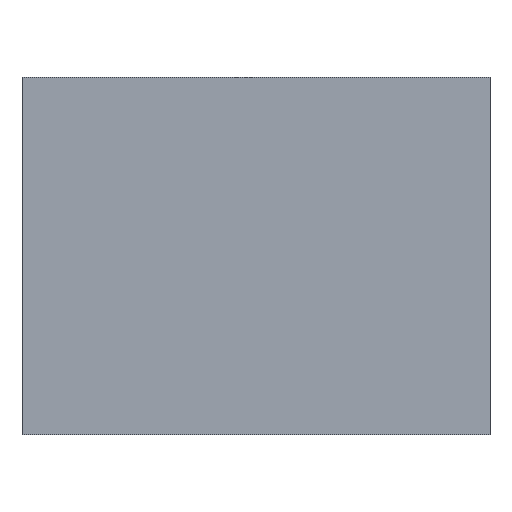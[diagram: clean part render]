
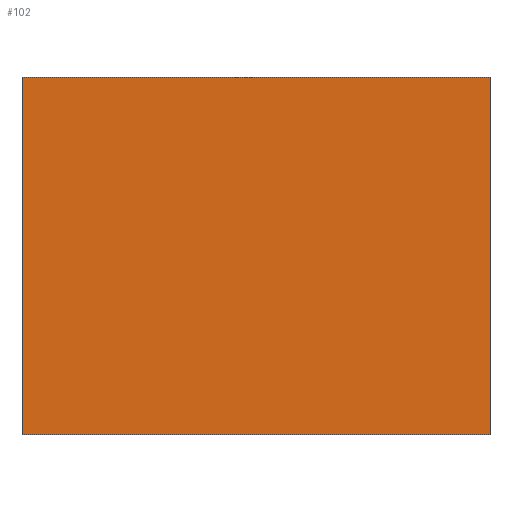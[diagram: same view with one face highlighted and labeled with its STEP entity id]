
A CAD part, front view. The second image highlights one B-rep face of the part: STEP entity #102.
In plain terms, the highlighted planar face has unit normal (0, -1, 0).
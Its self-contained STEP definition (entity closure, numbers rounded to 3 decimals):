
#5 = DIRECTION ( 'NONE',  ( 1., 0., 0. ) ) ;
#18 = CARTESIAN_POINT ( 'NONE',  ( -301., 0., 230. ) ) ;
#21 = LINE ( 'NONE', #157, #129 ) ;
#27 = ORIENTED_EDGE ( 'NONE', *, *, #131, .F. ) ;
#30 = ORIENTED_EDGE ( 'NONE', *, *, #143, .F. ) ;
#36 = CARTESIAN_POINT ( 'NONE',  ( 301., 0., -230. ) ) ;
#42 = VECTOR ( 'NONE', #108, 1000. ) ;
#56 = VERTEX_POINT ( 'NONE', #98 ) ;
#62 = VERTEX_POINT ( 'NONE', #36 ) ;
#65 = DIRECTION ( 'NONE',  ( 0., 0., -1. ) ) ;
#68 = LINE ( 'NONE', #160, #120 ) ;
#69 = VECTOR ( 'NONE', #138, 1000. ) ;
#75 = CARTESIAN_POINT ( 'NONE',  ( 301., 0., 230. ) ) ;
#79 = EDGE_CURVE ( 'NONE', #56, #121, #68, .T. ) ;
#92 = EDGE_LOOP ( 'NONE', ( #185, #105, #30, #27 ) ) ;
#98 = CARTESIAN_POINT ( 'NONE',  ( -301., 0., 230. ) ) ;
#102 = ADVANCED_FACE ( 'NONE', ( #142 ), #125, .T. ) ;
#104 = VERTEX_POINT ( 'NONE', #126 ) ;
#105 = ORIENTED_EDGE ( 'NONE', *, *, #79, .F. ) ;
#108 = DIRECTION ( 'NONE',  ( 0., 0., -1. ) ) ;
#111 = DIRECTION ( 'NONE',  ( 0., -1., 0. ) ) ;
#120 = VECTOR ( 'NONE', #5, 1000. ) ;
#121 = VERTEX_POINT ( 'NONE', #144 ) ;
#124 = AXIS2_PLACEMENT_3D ( 'NONE', #181, #111, #65 ) ;
#125 = PLANE ( 'NONE',  #124 ) ;
#126 = CARTESIAN_POINT ( 'NONE',  ( -301., 0., -230. ) ) ;
#129 = VECTOR ( 'NONE', #190, 1000. ) ;
#131 = EDGE_CURVE ( 'NONE', #62, #104, #21, .T. ) ;
#138 = DIRECTION ( 'NONE',  ( 0., 0., 1. ) ) ;
#142 = FACE_OUTER_BOUND ( 'NONE', #92, .T. ) ;
#143 = EDGE_CURVE ( 'NONE', #104, #56, #189, .T. ) ;
#144 = CARTESIAN_POINT ( 'NONE',  ( 301., 0., 230. ) ) ;
#157 = CARTESIAN_POINT ( 'NONE',  ( -301., 0., -230. ) ) ;
#160 = CARTESIAN_POINT ( 'NONE',  ( -301., 0., 230. ) ) ;
#167 = EDGE_CURVE ( 'NONE', #121, #62, #202, .T. ) ;
#181 = CARTESIAN_POINT ( 'NONE',  ( 0., 0., 0. ) ) ;
#185 = ORIENTED_EDGE ( 'NONE', *, *, #167, .F. ) ;
#189 = LINE ( 'NONE', #18, #69 ) ;
#190 = DIRECTION ( 'NONE',  ( -1., 0., 0. ) ) ;
#202 = LINE ( 'NONE', #75, #42 ) ;
